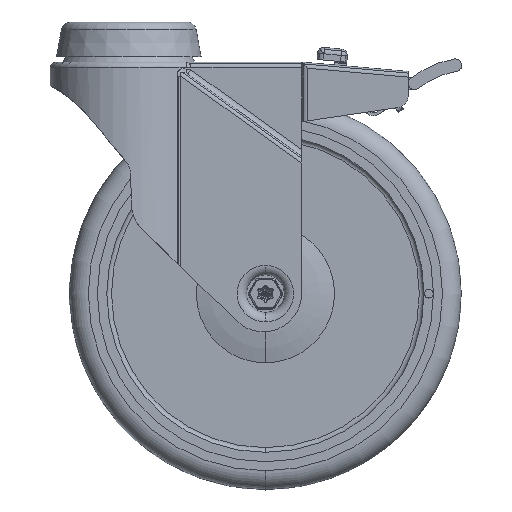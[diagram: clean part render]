
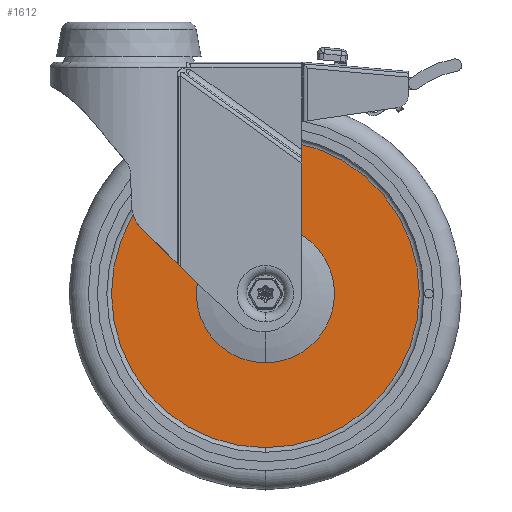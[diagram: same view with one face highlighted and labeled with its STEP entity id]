
A CAD part, front view. The second image highlights one B-rep face of the part: STEP entity #1612.
In plain terms, the highlighted planar face has unit normal (0, -1, 0).
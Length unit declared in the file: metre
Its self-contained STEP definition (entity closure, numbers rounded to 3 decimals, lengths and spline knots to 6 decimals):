
#1612=ADVANCED_FACE('',(#2769,#2770),#2771,.T.);
#2769=FACE_OUTER_BOUND('',#8145,.T.);
#2770=FACE_BOUND('',#8146,.T.);
#2771=PLANE('',#8147);
#8145=EDGE_LOOP('',(#19340,#19341));
#8146=EDGE_LOOP('',(#19342,#19343));
#8147=AXIS2_PLACEMENT_3D('',#19344,#19345,#19346);
#19340=ORIENTED_EDGE('',*,*,#22047,.F.);
#19341=ORIENTED_EDGE('',*,*,#21987,.F.);
#19342=ORIENTED_EDGE('',*,*,#21992,.T.);
#19343=ORIENTED_EDGE('',*,*,#22046,.T.);
#19344=CARTESIAN_POINT('',(0.0,-0.002,0.0355));
#19345=DIRECTION('',(0.0,-1.0,0.));
#19346=DIRECTION('',(0.0,0.,-1.0));
#21987=EDGE_CURVE('',#24324,#24326,#24327,.T.);
#21992=EDGE_CURVE('',#24330,#24334,#24336,.T.);
#22046=EDGE_CURVE('',#24334,#24330,#24420,.T.);
#22047=EDGE_CURVE('',#24326,#24324,#24421,.T.);
#24324=VERTEX_POINT('',#29488);
#24326=VERTEX_POINT('',#29490);
#24327=CIRCLE('',#29491,0.049);
#24330=VERTEX_POINT('',#29494);
#24334=VERTEX_POINT('',#29498);
#24336=CIRCLE('',#29500,0.022);
#24420=CIRCLE('',#29598,0.022);
#24421=CIRCLE('',#29599,0.049);
#29488=CARTESIAN_POINT('',(0.,-0.002,-0.049));
#29490=CARTESIAN_POINT('',(0.0,-0.002,0.049));
#29491=AXIS2_PLACEMENT_3D('',#41439,#41440,#41441);
#29494=CARTESIAN_POINT('',(0.0,-0.002,0.022));
#29498=CARTESIAN_POINT('',(0.,-0.002,-0.022));
#29500=AXIS2_PLACEMENT_3D('',#41454,#41455,#41456);
#29598=AXIS2_PLACEMENT_3D('',#41588,#41589,#41590);
#29599=AXIS2_PLACEMENT_3D('',#41591,#41592,#41593);
#41439=CARTESIAN_POINT('',(0.0,-0.002,0.0));
#41440=DIRECTION('',(0.0,1.0,0.0));
#41441=DIRECTION('',(0.0,0.0,1.0));
#41454=CARTESIAN_POINT('',(0.0,-0.002,0.0));
#41455=DIRECTION('',(0.0,1.0,0.0));
#41456=DIRECTION('',(0.0,0.0,1.0));
#41588=CARTESIAN_POINT('',(0.0,-0.002,0.0));
#41589=DIRECTION('',(0.0,1.0,0.0));
#41590=DIRECTION('',(0.0,0.0,1.0));
#41591=CARTESIAN_POINT('',(0.0,-0.002,0.0));
#41592=DIRECTION('',(0.0,1.0,0.0));
#41593=DIRECTION('',(0.0,0.0,1.0));
